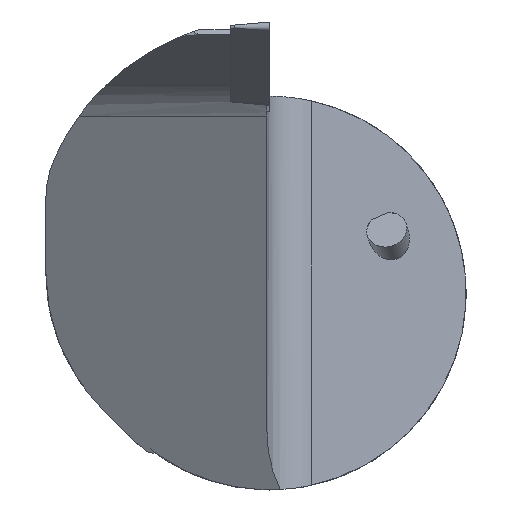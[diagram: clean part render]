
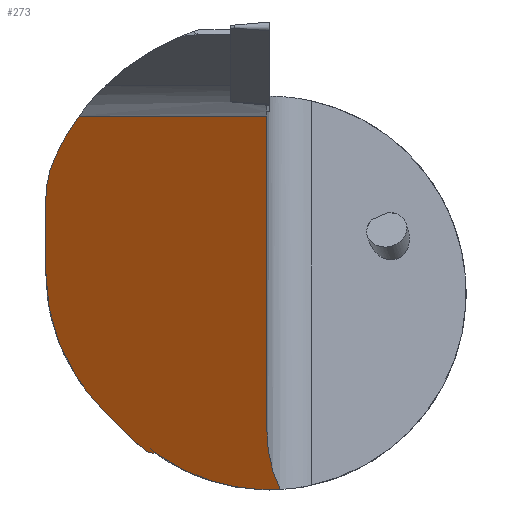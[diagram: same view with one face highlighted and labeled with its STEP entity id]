
A CAD part, top view. The second image highlights one B-rep face of the part: STEP entity #273.
In plain terms, the highlighted planar face has unit normal (0, -0.485, 0.875).
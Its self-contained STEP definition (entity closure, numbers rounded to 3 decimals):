
#37=ELLIPSE('',#1266,21.895,19.15);
#47=ELLIPSE('',#1284,18.293,16.);
#48=ELLIPSE('',#1288,8.251,4.);
#52=ELLIPSE('',#1350,9.147,8.);
#53=ELLIPSE('',#1351,17.792,15.562);
#54=ELLIPSE('',#1352,18.636,16.3);
#94=B_SPLINE_CURVE_WITH_KNOTS('',3,(#2049,#2050,#2051,#2052),
 .UNSPECIFIED.,.F.,.F.,(4,4),(0.,1.),.UNSPECIFIED.);
#273=ADVANCED_FACE('T541_LOHG_FACE3',(#365),#315,.T.);
#315=PLANE('',#1353);
#365=FACE_OUTER_BOUND('',#454,.T.);
#454=EDGE_LOOP('',(#741,#742,#743,#744,#745,#746,#747,#748,#749,#750,#751));
#741=ORIENTED_EDGE('',*,*,#963,.T.);
#742=ORIENTED_EDGE('',*,*,#1059,.T.);
#743=ORIENTED_EDGE('',*,*,#1060,.F.);
#744=ORIENTED_EDGE('',*,*,#1061,.T.);
#745=ORIENTED_EDGE('',*,*,#1062,.F.);
#746=ORIENTED_EDGE('',*,*,#1063,.T.);
#747=ORIENTED_EDGE('',*,*,#997,.T.);
#748=ORIENTED_EDGE('',*,*,#993,.T.);
#749=ORIENTED_EDGE('',*,*,#1005,.T.);
#750=ORIENTED_EDGE('',*,*,#1011,.T.);
#751=ORIENTED_EDGE('',*,*,#1064,.T.);
#835=VERTEX_POINT('',#1947);
#836=VERTEX_POINT('',#1949);
#861=VERTEX_POINT('',#2005);
#864=VERTEX_POINT('',#2032);
#867=VERTEX_POINT('',#2053);
#872=VERTEX_POINT('',#2078);
#878=VERTEX_POINT('',#2091);
#903=VERTEX_POINT('',#2240);
#904=VERTEX_POINT('',#2242);
#905=VERTEX_POINT('',#2244);
#906=VERTEX_POINT('',#2246);
#963=EDGE_CURVE('',#836,#835,#37,.T.);
#993=EDGE_CURVE('',#861,#864,#47,.T.);
#997=EDGE_CURVE('',#867,#861,#94,.T.);
#1005=EDGE_CURVE('',#864,#872,#48,.T.);
#1011=EDGE_CURVE('',#872,#878,#1116,.T.);
#1059=EDGE_CURVE('',#835,#903,#52,.T.);
#1060=EDGE_CURVE('',#904,#903,#1138,.T.);
#1061=EDGE_CURVE('',#904,#905,#53,.T.);
#1062=EDGE_CURVE('',#906,#905,#1139,.T.);
#1063=EDGE_CURVE('',#906,#867,#54,.T.);
#1064=EDGE_CURVE('',#878,#836,#1140,.T.);
#1116=LINE('',#2092,#1195);
#1138=LINE('',#2241,#1218);
#1139=LINE('',#2245,#1219);
#1140=LINE('',#2248,#1220);
#1195=VECTOR('',#1549,1.);
#1218=VECTOR('',#1688,1.);
#1219=VECTOR('',#1691,1.);
#1220=VECTOR('',#1694,1.);
#1266=AXIS2_PLACEMENT_3D('',#1948,#1480,#1481);
#1284=AXIS2_PLACEMENT_3D('',#2033,#1527,#1528);
#1288=AXIS2_PLACEMENT_3D('',#2079,#1537,#1538);
#1350=AXIS2_PLACEMENT_3D('',#2239,#1686,#1687);
#1351=AXIS2_PLACEMENT_3D('',#2243,#1689,#1690);
#1352=AXIS2_PLACEMENT_3D('',#2247,#1692,#1693);
#1353=AXIS2_PLACEMENT_3D('',#2249,#1695,#1696);
#1480=DIRECTION('',(0.,-0.485,0.875));
#1481=DIRECTION('',(0.,-0.875,-0.485));
#1527=DIRECTION('',(0.,-0.485,0.875));
#1528=DIRECTION('',(0.,-0.875,-0.485));
#1537=DIRECTION('',(0.,0.485,-0.875));
#1538=DIRECTION('',(0.,-0.875,-0.485));
#1549=DIRECTION('',(0.,0.875,0.485));
#1686=DIRECTION('',(0.,-0.485,0.875));
#1687=DIRECTION('',(0.,-0.875,-0.485));
#1688=DIRECTION('',(0.,0.875,0.485));
#1689=DIRECTION('',(0.,-0.485,0.875));
#1690=DIRECTION('',(0.,-0.875,-0.485));
#1691=DIRECTION('',(-0.653,0.663,0.367));
#1692=DIRECTION('',(0.,-0.485,0.875));
#1693=DIRECTION('',(0.,-0.875,-0.485));
#1694=DIRECTION('',(-1.,0.,0.));
#1695=DIRECTION('',(0.,-0.485,0.875));
#1696=DIRECTION('',(0.,-0.875,-0.485));
#1947=CARTESIAN_POINT('',(-17.506,10.863,29.19));
#1948=CARTESIAN_POINT('',(0.,3.099,24.886));
#1949=CARTESIAN_POINT('',(-15.491,14.358,31.127));
#2005=CARTESIAN_POINT('',(-9.221,-13.076,15.921));
#2032=CARTESIAN_POINT('',(0.886,-15.975,14.314));
#2033=CARTESIAN_POINT('',(0.,0.,23.169));
#2049=CARTESIAN_POINT('',(-9.924,-12.931,16.001));
#2050=CARTESIAN_POINT('',(-9.69,-12.981,15.974));
#2051=CARTESIAN_POINT('',(-9.456,-13.029,15.947));
#2052=CARTESIAN_POINT('',(-9.221,-13.076,15.921));
#2053=CARTESIAN_POINT('',(-9.924,-12.931,16.001));
#2078=CARTESIAN_POINT('',(-0.23,-10.975,17.085));
#2079=CARTESIAN_POINT('',(3.77,-10.975,17.085));
#2091=CARTESIAN_POINT('',(-0.23,14.358,31.127));
#2092=CARTESIAN_POINT('',(-0.23,110.754,84.557));
#2239=CARTESIAN_POINT('',(-10.193,7.62,27.392));
#2240=CARTESIAN_POINT('',(-18.193,7.62,27.392));
#2241=CARTESIAN_POINT('',(-18.193,14.358,31.127));
#2242=CARTESIAN_POINT('',(-18.192,1.62,24.066));
#2243=CARTESIAN_POINT('',(-2.631,1.62,24.066));
#2244=CARTESIAN_POINT('',(-13.72,-9.298,18.015));
#2245=CARTESIAN_POINT('',(7.198,-30.545,6.238));
#2246=CARTESIAN_POINT('',(-11.615,-11.436,16.83));
#2247=CARTESIAN_POINT('',(0.,0.,23.169));
#2248=CARTESIAN_POINT('',(66.82,14.358,31.127));
#2249=CARTESIAN_POINT('',(66.82,14.358,31.127));
